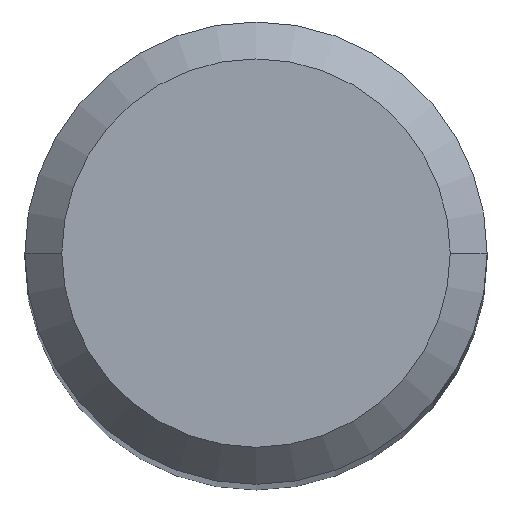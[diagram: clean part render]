
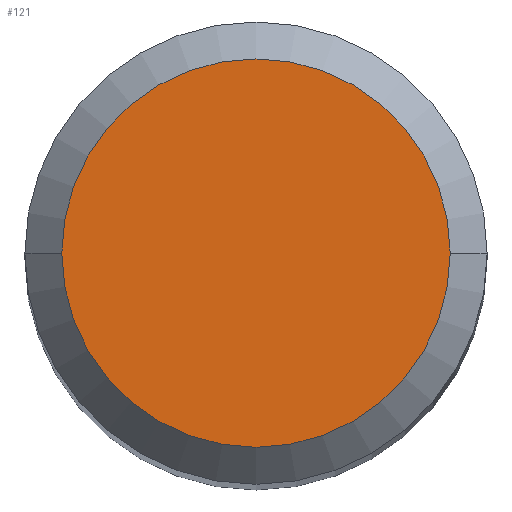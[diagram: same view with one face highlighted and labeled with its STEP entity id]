
A CAD part, top view. The second image highlights one B-rep face of the part: STEP entity #121.
In plain terms, the highlighted planar face has unit normal (0, 0, 1).
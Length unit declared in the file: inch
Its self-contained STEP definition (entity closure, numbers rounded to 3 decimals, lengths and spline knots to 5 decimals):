
#6 = FACE_OUTER_BOUND ( 'NONE', #203, .T. ) ;
#23 = DIRECTION ( 'NONE',  ( 0., 0., 1. ) ) ;
#77 = CIRCLE ( 'NONE', #156, 0.07875 ) ;
#80 = CARTESIAN_POINT ( 'NONE',  ( -0.07875, 0., 2. ) ) ;
#85 = VERTEX_POINT ( 'NONE', #80 ) ;
#89 = DIRECTION ( 'NONE',  ( 1., 0., 0. ) ) ;
#98 = EDGE_CURVE ( 'NONE', #85, #163, #192, .T. ) ;
#115 = CARTESIAN_POINT ( 'NONE',  ( 0., 0., 2. ) ) ;
#121 = ADVANCED_FACE ( 'NONE', ( #6 ), #236, .T. ) ;
#134 = EDGE_CURVE ( 'NONE', #163, #85, #77, .T. ) ;
#156 = AXIS2_PLACEMENT_3D ( 'NONE', #256, #284, #89 ) ;
#163 = VERTEX_POINT ( 'NONE', #237 ) ;
#165 = ORIENTED_EDGE ( 'NONE', *, *, #134, .T. ) ;
#185 = DIRECTION ( 'NONE',  ( 1., 0., 0. ) ) ;
#192 = CIRCLE ( 'NONE', #196, 0.07875 ) ;
#196 = AXIS2_PLACEMENT_3D ( 'NONE', #115, #211, #185 ) ;
#203 = EDGE_LOOP ( 'NONE', ( #242, #165 ) ) ;
#211 = DIRECTION ( 'NONE',  ( 0., 0., 1. ) ) ;
#217 = CARTESIAN_POINT ( 'NONE',  ( 0., 0., 2. ) ) ;
#224 = AXIS2_PLACEMENT_3D ( 'NONE', #217, #23, #282 ) ;
#236 = PLANE ( 'NONE',  #224 ) ;
#237 = CARTESIAN_POINT ( 'NONE',  ( 0.07875, 0., 2. ) ) ;
#242 = ORIENTED_EDGE ( 'NONE', *, *, #98, .T. ) ;
#256 = CARTESIAN_POINT ( 'NONE',  ( 0., 0., 2. ) ) ;
#282 = DIRECTION ( 'NONE',  ( 1., 0., 0. ) ) ;
#284 = DIRECTION ( 'NONE',  ( 0., 0., 1. ) ) ;
